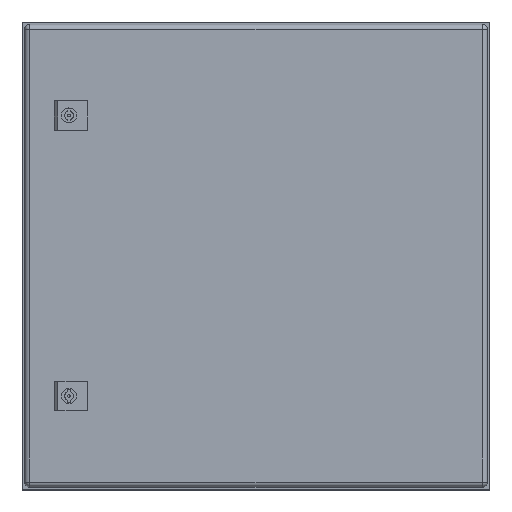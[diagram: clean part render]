
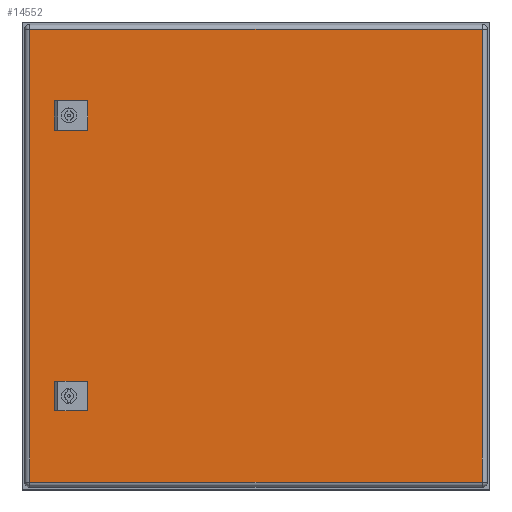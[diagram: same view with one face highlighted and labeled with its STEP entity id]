
A CAD part, top view. The second image highlights one B-rep face of the part: STEP entity #14552.
In plain terms, the highlighted planar face has unit normal (0, 0, 1).
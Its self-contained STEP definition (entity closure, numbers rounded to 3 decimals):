
#1548=PLANE('',#15753);
#2957=VERTEX_POINT('',#17996);
#3085=VERTEX_POINT('',#18254);
#3095=VERTEX_POINT('',#18280);
#3097=VERTEX_POINT('',#18285);
#3148=VERTEX_POINT('',#18465);
#3149=VERTEX_POINT('',#18466);
#3150=VERTEX_POINT('',#18468);
#3151=VERTEX_POINT('',#18470);
#3152=VERTEX_POINT('',#18473);
#3153=VERTEX_POINT('',#18474);
#3154=VERTEX_POINT('',#18476);
#3155=VERTEX_POINT('',#18478);
#4232=VECTOR('',#22309,1.);
#4254=VECTOR('',#22346,1.);
#4286=VECTOR('',#22408,1.);
#4297=VECTOR('',#22431,1.);
#4298=VECTOR('',#22433,1.);
#4299=VECTOR('',#22434,1.);
#4300=VECTOR('',#22435,1.);
#4301=VECTOR('',#22436,1.);
#4302=VECTOR('',#22437,1.);
#4303=VECTOR('',#22438,1.);
#4304=VECTOR('',#22439,1.);
#4305=VECTOR('',#22440,1.);
#5443=LINE('',#18320,#4232);
#5465=LINE('',#18367,#4254);
#5497=LINE('',#18442,#4286);
#5508=LINE('',#18462,#4297);
#5509=LINE('',#18464,#4298);
#5510=LINE('',#18467,#4299);
#5511=LINE('',#18469,#4300);
#5512=LINE('',#18471,#4301);
#5513=LINE('',#18472,#4302);
#5514=LINE('',#18475,#4303);
#5515=LINE('',#18477,#4304);
#5516=LINE('',#18479,#4305);
#7161=EDGE_CURVE('',#3095,#3097,#5443,.T.);
#7187=EDGE_CURVE('',#3085,#2957,#5465,.T.);
#7227=EDGE_CURVE('',#3085,#3095,#5497,.T.);
#7238=EDGE_CURVE('',#2957,#3097,#5508,.T.);
#7239=EDGE_CURVE('',#3148,#3149,#5509,.T.);
#7240=EDGE_CURVE('',#3150,#3148,#5510,.T.);
#7241=EDGE_CURVE('',#3151,#3150,#5511,.T.);
#7242=EDGE_CURVE('',#3149,#3151,#5512,.T.);
#7243=EDGE_CURVE('',#3152,#3153,#5513,.T.);
#7244=EDGE_CURVE('',#3154,#3152,#5514,.T.);
#7245=EDGE_CURVE('',#3155,#3154,#5515,.T.);
#7246=EDGE_CURVE('',#3153,#3155,#5516,.T.);
#10129=ORIENTED_EDGE('',*,*,#7239,.F.);
#10130=ORIENTED_EDGE('',*,*,#7240,.F.);
#10131=ORIENTED_EDGE('',*,*,#7241,.F.);
#10132=ORIENTED_EDGE('',*,*,#7242,.F.);
#10133=ORIENTED_EDGE('',*,*,#7243,.F.);
#10134=ORIENTED_EDGE('',*,*,#7244,.F.);
#10135=ORIENTED_EDGE('',*,*,#7245,.F.);
#10136=ORIENTED_EDGE('',*,*,#7246,.F.);
#10137=ORIENTED_EDGE('',*,*,#7161,.T.);
#10138=ORIENTED_EDGE('',*,*,#7238,.F.);
#10139=ORIENTED_EDGE('',*,*,#7187,.F.);
#10140=ORIENTED_EDGE('',*,*,#7227,.T.);
#12766=EDGE_LOOP('',(#10129,#10130,#10131,#10132));
#12767=EDGE_LOOP('',(#10133,#10134,#10135,#10136));
#12768=EDGE_LOOP('',(#10137,#10138,#10139,#10140));
#13724=FACE_BOUND('',#12766,.T.);
#13725=FACE_BOUND('',#12767,.T.);
#13726=FACE_BOUND('',#12768,.T.);
#14552=ADVANCED_FACE('',(#13724,#13725,#13726),#1548,.F.);
#15753=AXIS2_PLACEMENT_3D('',#18463,#22432,$);
#17996=CARTESIAN_POINT('',(242.,-242.,0.));
#18254=CARTESIAN_POINT('',(242.,242.,0.));
#18280=CARTESIAN_POINT('',(-242.,242.,0.));
#18285=CARTESIAN_POINT('',(-242.,-242.,0.));
#18320=CARTESIAN_POINT('',(-242.,242.,0.));
#18367=CARTESIAN_POINT('',(242.,242.,0.));
#18442=CARTESIAN_POINT('',(242.,242.,0.));
#18462=CARTESIAN_POINT('',(242.,-242.,0.));
#18463=CARTESIAN_POINT('',(242.,242.,0.));
#18464=CARTESIAN_POINT('',(-211.05,161.05,0.));
#18465=CARTESIAN_POINT('',(-211.05,161.05,0.));
#18466=CARTESIAN_POINT('',(-211.05,138.95,0.));
#18467=CARTESIAN_POINT('',(-188.95,161.05,0.));
#18468=CARTESIAN_POINT('',(-188.95,161.05,0.));
#18469=CARTESIAN_POINT('',(-188.95,138.95,0.));
#18470=CARTESIAN_POINT('',(-188.95,138.95,0.));
#18471=CARTESIAN_POINT('',(-211.05,138.95,0.));
#18472=CARTESIAN_POINT('',(-211.05,-138.95,0.));
#18473=CARTESIAN_POINT('',(-211.05,-138.95,0.));
#18474=CARTESIAN_POINT('',(-211.05,-161.05,0.));
#18475=CARTESIAN_POINT('',(-188.95,-138.95,0.));
#18476=CARTESIAN_POINT('',(-188.95,-138.95,0.));
#18477=CARTESIAN_POINT('',(-188.95,-161.05,0.));
#18478=CARTESIAN_POINT('',(-188.95,-161.05,0.));
#18479=CARTESIAN_POINT('',(-211.05,-161.05,0.));
#22309=DIRECTION('',(0.,-1.,0.));
#22346=DIRECTION('',(0.,-1.,0.));
#22408=DIRECTION('',(-1.,0.,0.));
#22431=DIRECTION('',(-1.,0.,0.));
#22432=DIRECTION('',(0.,0.,-1.));
#22433=DIRECTION('',(0.,-1.,0.));
#22434=DIRECTION('',(-1.,0.,0.));
#22435=DIRECTION('',(0.,1.,0.));
#22436=DIRECTION('',(1.,0.,0.));
#22437=DIRECTION('',(0.,-1.,0.));
#22438=DIRECTION('',(-1.,0.,0.));
#22439=DIRECTION('',(0.,1.,0.));
#22440=DIRECTION('',(1.,0.,0.));
